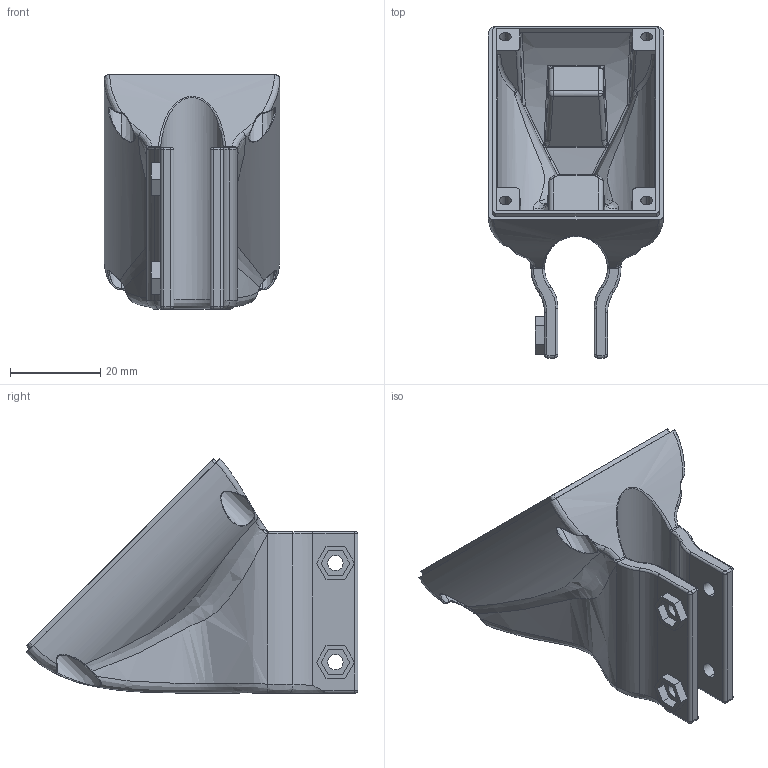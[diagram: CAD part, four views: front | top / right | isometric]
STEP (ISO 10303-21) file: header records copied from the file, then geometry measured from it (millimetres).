
FILE_DESCRIPTION (( 'STEP AP203' ), '1' );
FILE_NAME ('扻豵鵨 (縺襝闃襡鴀).STEP', '2015-04-01T03:52:35', ( 'Isaev' ), ( '' ), 'SwSTEP 2.0', 'SolidWorks 2014', '' );
FILE_SCHEMA (( 'CONFIG_CONTROL_DESIGN' ));
Length unit declared in the file: millimetre
Products named in the file (1): 扻豵鵨 (縺襝闃襡鴀)
Bounding box: 39 x 73.74 x 52.16 mm (x, y, z)
Volume: 20129.4 mm3; surface area: 16981 mm2
Topology: 2 solids, 4 shells, 335 faces, 835 edges, 502 vertices
Faces by surface type: bspline 134, plane 95, cylinder 73, torus 14, cone 12, sphere 7
Entity records: 16547 total; most frequent: CARTESIAN_POINT 9615, ORIENTED_EDGE 1648, DIRECTION 1106, EDGE_CURVE 824, VERTEX_POINT 502, AXIS2_PLACEMENT_3D 407, EDGE_LOOP 358, ADVANCED_FACE 335
